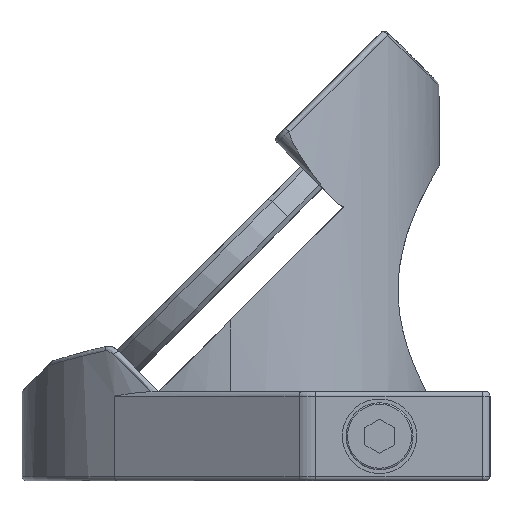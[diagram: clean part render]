
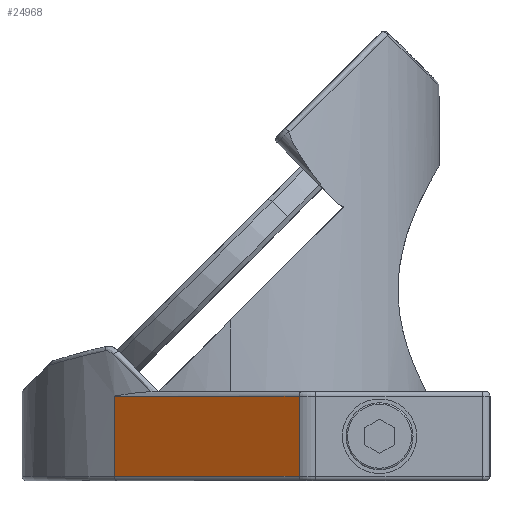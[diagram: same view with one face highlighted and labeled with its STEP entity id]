
A CAD part, left-side view. The second image highlights one B-rep face of the part: STEP entity #24968.
In plain terms, the highlighted planar face has unit normal (-0.831, 0.556, 0).
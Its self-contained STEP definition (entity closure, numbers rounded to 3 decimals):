
#1894 = EDGE_CURVE ( 'NONE', #71657, #38087, #61604, .T. ) ;
#2766 = VECTOR ( 'NONE', #20731, 1000. ) ;
#6441 = DIRECTION ( 'NONE',  ( 0., 0., 1. ) ) ;
#6544 = DIRECTION ( 'NONE',  ( 0., 0., -1. ) ) ;
#9411 = CARTESIAN_POINT ( 'NONE',  ( -26.785, 1.475, -14.788 ) ) ;
#14559 = ORIENTED_EDGE ( 'NONE', *, *, #40679, .F. ) ;
#18416 = CARTESIAN_POINT ( 'NONE',  ( -18.511, 13.852, -15.088 ) ) ;
#19048 = DIRECTION ( 'NONE',  ( 0., 0., 1. ) ) ;
#20731 = DIRECTION ( 'NONE',  ( -0.556, -0.831, 0. ) ) ;
#24968 = ADVANCED_FACE ( 'NONE', ( #29303 ), #53582, .F. ) ;
#29303 = FACE_OUTER_BOUND ( 'NONE', #71008, .T. ) ;
#31677 = CARTESIAN_POINT ( 'NONE',  ( -18.511, 13.852, -9.388 ) ) ;
#34691 = ORIENTED_EDGE ( 'NONE', *, *, #1894, .T. ) ;
#34926 = VERTEX_POINT ( 'NONE', #64262 ) ;
#36839 = CARTESIAN_POINT ( 'NONE',  ( -18.511, 13.852, -15.088 ) ) ;
#38087 = VERTEX_POINT ( 'NONE', #64020 ) ;
#38639 = LINE ( 'NONE', #57713, #2766 ) ;
#40679 = EDGE_CURVE ( 'NONE', #34926, #78239, #72918, .T. ) ;
#51050 = CARTESIAN_POINT ( 'NONE',  ( -18.511, 13.852, -9.388 ) ) ;
#53582 = PLANE ( 'NONE',  #59745 ) ;
#53961 = DIRECTION ( 'NONE',  ( 0.831, -0.556, 0. ) ) ;
#56130 = ORIENTED_EDGE ( 'NONE', *, *, #73618, .T. ) ;
#57019 = LINE ( 'NONE', #51050, #67984 ) ;
#57713 = CARTESIAN_POINT ( 'NONE',  ( -26.785, 1.475, -14.788 ) ) ;
#59745 = AXIS2_PLACEMENT_3D ( 'NONE', #36839, #53961, #6544 ) ;
#60420 = EDGE_CURVE ( 'NONE', #34926, #71657, #38639, .T. ) ;
#61209 = VECTOR ( 'NONE', #19048, 1000. ) ;
#61604 = LINE ( 'NONE', #64948, #61209 ) ;
#64020 = CARTESIAN_POINT ( 'NONE',  ( -26.785, 1.475, -9.388 ) ) ;
#64262 = CARTESIAN_POINT ( 'NONE',  ( -18.511, 13.852, -14.788 ) ) ;
#64948 = CARTESIAN_POINT ( 'NONE',  ( -26.785, 1.475, -15.088 ) ) ;
#66105 = ORIENTED_EDGE ( 'NONE', *, *, #60420, .T. ) ;
#67984 = VECTOR ( 'NONE', #75319, 1000. ) ;
#71008 = EDGE_LOOP ( 'NONE', ( #14559, #66105, #34691, #56130 ) ) ;
#71657 = VERTEX_POINT ( 'NONE', #9411 ) ;
#72918 = LINE ( 'NONE', #18416, #78736 ) ;
#73618 = EDGE_CURVE ( 'NONE', #38087, #78239, #57019, .T. ) ;
#75319 = DIRECTION ( 'NONE',  ( 0.556, 0.831, 0. ) ) ;
#78239 = VERTEX_POINT ( 'NONE', #31677 ) ;
#78736 = VECTOR ( 'NONE', #6441, 1000. ) ;
